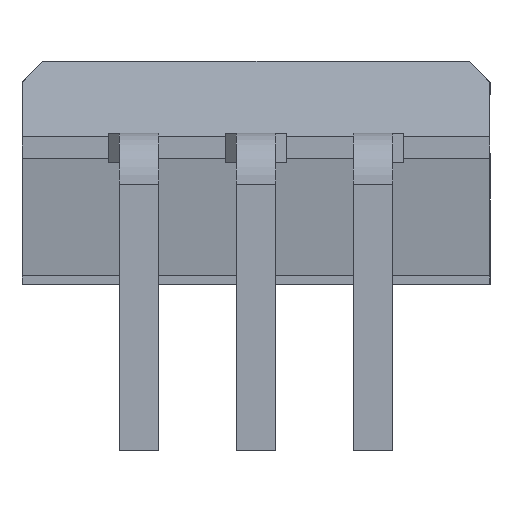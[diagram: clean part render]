
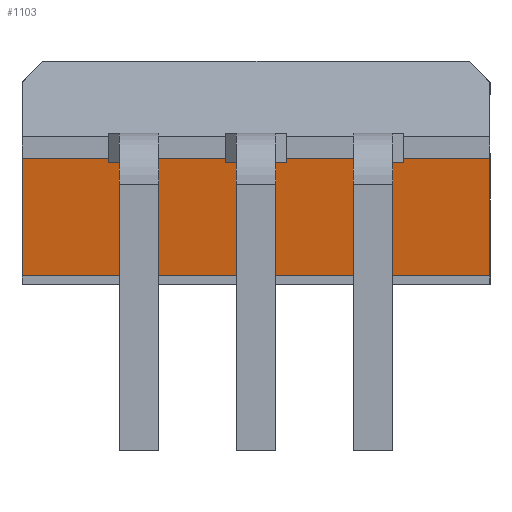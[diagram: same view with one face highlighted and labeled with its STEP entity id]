
A CAD part, front view. The second image highlights one B-rep face of the part: STEP entity #1103.
In plain terms, the highlighted planar face has unit normal (0, -0.991, -0.136).
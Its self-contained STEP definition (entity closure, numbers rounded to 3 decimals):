
#106=FACE_OUTER_BOUND('',#170,.T.);
#170=EDGE_LOOP('',(#946,#947,#948,#949));
#277=LINE('',#1720,#409);
#299=LINE('',#1763,#431);
#306=LINE('',#1775,#438);
#307=LINE('',#1777,#439);
#409=VECTOR('',#1412,2.58);
#431=VECTOR('',#1438,2.58);
#438=VECTOR('',#1451,10.16);
#439=VECTOR('',#1454,10.16);
#527=VERTEX_POINT('',#1717);
#528=VERTEX_POINT('',#1719);
#537=VERTEX_POINT('',#1741);
#547=VERTEX_POINT('',#1761);
#661=EDGE_CURVE('',#527,#528,#277,.T.);
#683=EDGE_CURVE('',#547,#537,#299,.F.);
#690=EDGE_CURVE('',#547,#528,#306,.T.);
#691=EDGE_CURVE('',#537,#527,#307,.T.);
#946=ORIENTED_EDGE('',*,*,#690,.T.);
#947=ORIENTED_EDGE('',*,*,#661,.F.);
#948=ORIENTED_EDGE('',*,*,#691,.F.);
#949=ORIENTED_EDGE('',*,*,#683,.F.);
#1042=PLANE('',#1187);
#1103=ADVANCED_FACE('',(#106),#1042,.F.);
#1187=AXIS2_PLACEMENT_3D('',#1776,#1452,#1453);
#1412=DIRECTION('',(0.,0.136,-0.991));
#1438=DIRECTION('',(0.,0.136,-0.991));
#1451=DIRECTION('',(1.,0.,0.));
#1452=DIRECTION('center_axis',(0.,0.991,0.136));
#1453=DIRECTION('ref_axis',(0.,-0.136,0.991));
#1454=DIRECTION('',(1.,0.,0.));
#1717=CARTESIAN_POINT('',(5.08,4.43,2.75));
#1719=CARTESIAN_POINT('',(5.08,4.78,0.194));
#1720=CARTESIAN_POINT('',(5.08,4.43,2.75));
#1741=CARTESIAN_POINT('',(-5.08,4.43,2.75));
#1761=CARTESIAN_POINT('',(-5.08,4.78,0.194));
#1763=CARTESIAN_POINT('',(-5.08,4.43,2.75));
#1775=CARTESIAN_POINT('',(-5.08,4.78,0.194));
#1776=CARTESIAN_POINT('Origin',(-5.588,4.798,0.066));
#1777=CARTESIAN_POINT('',(-5.08,4.43,2.75));
